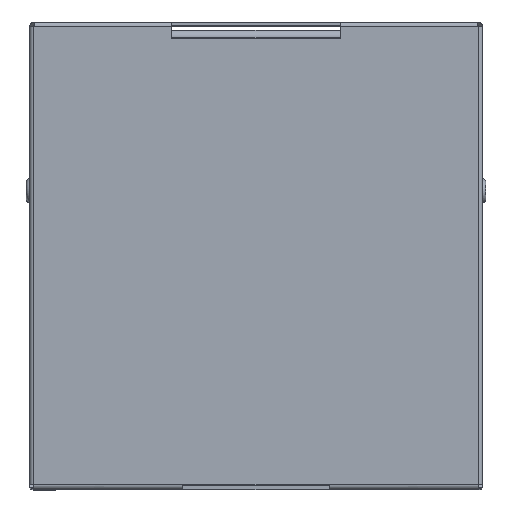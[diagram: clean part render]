
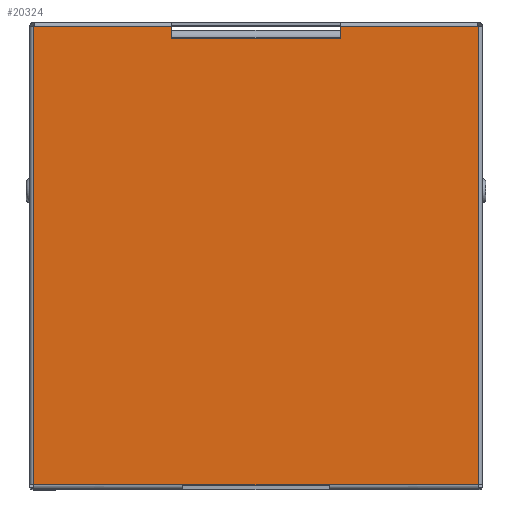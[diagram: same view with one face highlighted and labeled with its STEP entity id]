
A CAD part, top view. The second image highlights one B-rep face of the part: STEP entity #20324.
In plain terms, the highlighted planar face has unit normal (0, 0, 1).
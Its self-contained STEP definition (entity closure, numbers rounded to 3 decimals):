
#4116=ORIENTED_EDGE('',*,*,#8469,.T.);
#4117=ORIENTED_EDGE('',*,*,#8470,.T.);
#4118=ORIENTED_EDGE('',*,*,#8471,.T.);
#4119=ORIENTED_EDGE('',*,*,#8472,.T.);
#4120=ORIENTED_EDGE('',*,*,#8473,.T.);
#4121=ORIENTED_EDGE('',*,*,#8474,.T.);
#4122=ORIENTED_EDGE('',*,*,#8475,.T.);
#4123=ORIENTED_EDGE('',*,*,#8476,.T.);
#4124=ORIENTED_EDGE('',*,*,#8477,.T.);
#4125=ORIENTED_EDGE('',*,*,#8478,.F.);
#8469=EDGE_CURVE('',#10905,#10906,#13156,.T.);
#8470=EDGE_CURVE('',#10906,#10907,#13157,.T.);
#8471=EDGE_CURVE('',#10907,#10908,#13158,.T.);
#8472=EDGE_CURVE('',#10908,#10909,#13159,.T.);
#8473=EDGE_CURVE('',#10909,#10910,#13160,.T.);
#8474=EDGE_CURVE('',#10910,#10911,#13161,.T.);
#8475=EDGE_CURVE('',#10911,#10912,#13162,.T.);
#8476=EDGE_CURVE('',#10912,#10913,#13163,.T.);
#8477=EDGE_CURVE('',#10913,#10914,#13164,.T.);
#8478=EDGE_CURVE('',#10905,#10914,#13165,.T.);
#10905=VERTEX_POINT('',#33178);
#10906=VERTEX_POINT('',#33179);
#10907=VERTEX_POINT('',#33181);
#10908=VERTEX_POINT('',#33183);
#10909=VERTEX_POINT('',#33185);
#10910=VERTEX_POINT('',#33187);
#10911=VERTEX_POINT('',#33189);
#10912=VERTEX_POINT('',#33191);
#10913=VERTEX_POINT('',#33193);
#10914=VERTEX_POINT('',#33195);
#13156=LINE('',#33177,#15586);
#13157=LINE('',#33180,#15587);
#13158=LINE('',#33182,#15588);
#13159=LINE('',#33184,#15589);
#13160=LINE('',#33186,#15590);
#13161=LINE('',#33188,#15591);
#13162=LINE('',#33190,#15592);
#13163=LINE('',#33192,#15593);
#13164=LINE('',#33194,#15594);
#13165=LINE('',#33196,#15595);
#15586=VECTOR('',#27083,1000.);
#15587=VECTOR('',#27084,1000.);
#15588=VECTOR('',#27085,1000.);
#15589=VECTOR('',#27086,1000.);
#15590=VECTOR('',#27087,1000.);
#15591=VECTOR('',#27088,1000.);
#15592=VECTOR('',#27089,1000.);
#15593=VECTOR('',#27090,1000.);
#15594=VECTOR('',#27091,1000.);
#15595=VECTOR('',#27092,1000.);
#17224=EDGE_LOOP('',(#4116,#4117,#4118,#4119,#4120,#4121,#4122,#4123,#4124,
#4125));
#18398=FACE_BOUND('',#17224,.T.);
#19415=PLANE('',#23324);
#20324=ADVANCED_FACE('',(#18398),#19415,.T.);
#23324=AXIS2_PLACEMENT_3D('',#33176,#27081,#27082);
#27081=DIRECTION('',(0.,0.,1.));
#27082=DIRECTION('',(0.,-1.,0.));
#27083=DIRECTION('',(-1.,0.,0.));
#27084=DIRECTION('',(0.,1.,0.));
#27085=DIRECTION('',(-1.,0.,0.));
#27086=DIRECTION('',(-1.,0.,0.));
#27087=DIRECTION('',(0.,-1.,0.));
#27088=DIRECTION('',(1.,0.,0.));
#27089=DIRECTION('',(0.,1.,0.));
#27090=DIRECTION('',(-1.,0.,0.));
#27091=DIRECTION('',(-1.,0.,0.));
#27092=DIRECTION('',(0.,1.,0.));
#33176=CARTESIAN_POINT('',(0.,0.,16.4));
#33177=CARTESIAN_POINT('',(11.,15.9,16.4));
#33178=CARTESIAN_POINT('',(11.,15.9,16.4));
#33179=CARTESIAN_POINT('',(5.,15.9,16.4));
#33180=CARTESIAN_POINT('',(5.,15.9,16.4));
#33181=CARTESIAN_POINT('',(5.,16.35,16.4));
#33182=CARTESIAN_POINT('',(16.,16.35,16.4));
#33183=CARTESIAN_POINT('',(0.16,16.35,16.4));
#33184=CARTESIAN_POINT('',(16.,16.35,16.4));
#33185=CARTESIAN_POINT('',(0.15,16.35,16.4));
#33186=CARTESIAN_POINT('',(0.15,16.35,16.4));
#33187=CARTESIAN_POINT('',(0.15,0.15,16.4));
#33188=CARTESIAN_POINT('',(0.,0.15,16.4));
#33189=CARTESIAN_POINT('',(15.85,0.15,16.4));
#33190=CARTESIAN_POINT('',(15.85,0.15,16.4));
#33191=CARTESIAN_POINT('',(15.85,16.35,16.4));
#33192=CARTESIAN_POINT('',(16.,16.35,16.4));
#33193=CARTESIAN_POINT('',(15.84,16.35,16.4));
#33194=CARTESIAN_POINT('',(16.,16.35,16.4));
#33195=CARTESIAN_POINT('',(11.,16.35,16.4));
#33196=CARTESIAN_POINT('',(11.,15.9,16.4));
